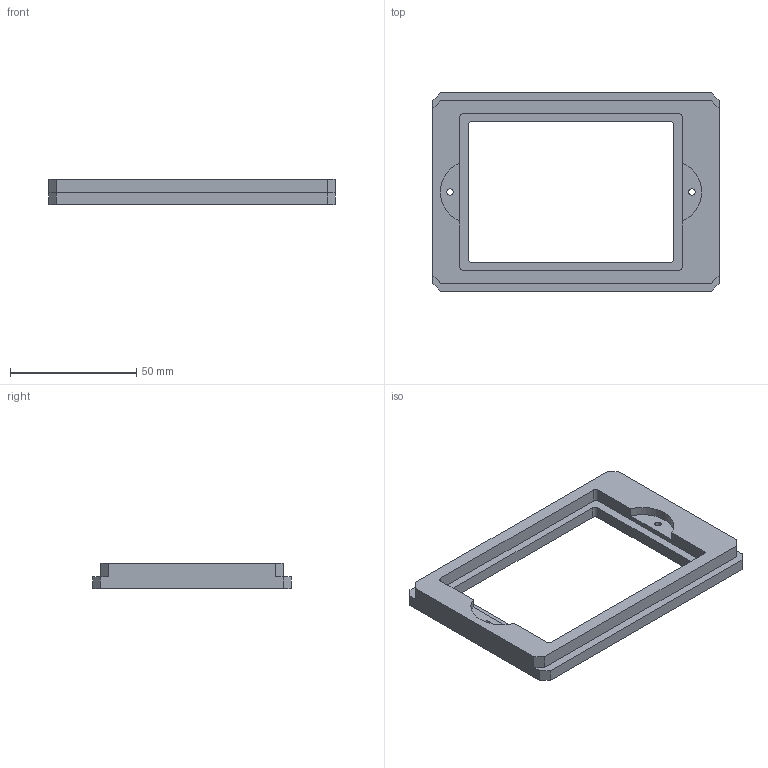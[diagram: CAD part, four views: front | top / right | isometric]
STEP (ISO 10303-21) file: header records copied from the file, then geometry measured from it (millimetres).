
FILE_DESCRIPTION(('FreeCAD Model'),'2;1');
FILE_NAME('Open CASCADE Shape Model','2025-12-14T10:28:29',('Author'),( ''),'Open CASCADE STEP processor 7.8','FreeCAD','Unknown');
FILE_SCHEMA(('AUTOMOTIVE_DESIGN { 1 0 10303 214 1 1 1 1 }'));
Length unit declared in the file: millimetre
Products named in the file (1): Körper
Bounding box: 113.6 x 78.7 x 10 mm (x, y, z)
Volume: 33849.6 mm3; surface area: 15417.3 mm2
Topology: 1 solids, 1 shells, 41 faces, 120 edges, 82 vertices
Faces by surface type: plane 29, cylinder 12
Full cylindrical faces by diameter (mm): 2.5 x2
Entity records: 1402 total; most frequent: CARTESIAN_POINT 244, ORIENTED_EDGE 240, DIRECTION 230, EDGE_CURVE 120, LINE 94, VECTOR 94, VERTEX_POINT 82, AXIS2_PLACEMENT_3D 68
